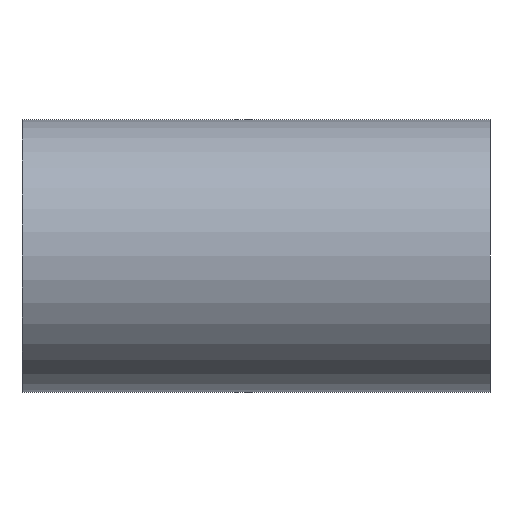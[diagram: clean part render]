
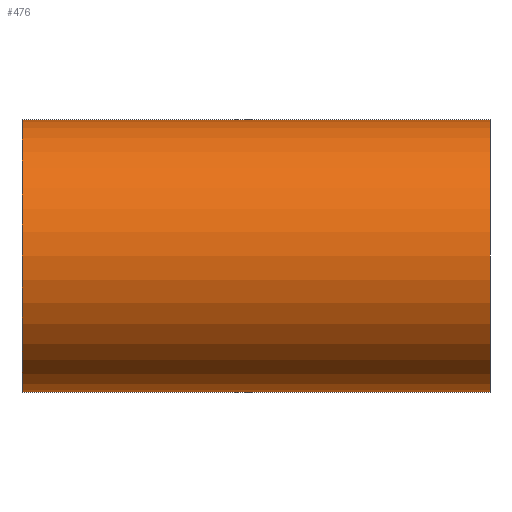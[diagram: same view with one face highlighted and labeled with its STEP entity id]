
A CAD part, left-side view. The second image highlights one B-rep face of the part: STEP entity #476.
In plain terms, the highlighted cylindrical face has radius 12.7 mm (diameter 25.4 mm), a partial arc.
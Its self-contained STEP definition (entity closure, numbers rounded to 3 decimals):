
#13 = DIRECTION ( 'NONE',  ( 0., 1., 0. ) ) ;
#38 = EDGE_CURVE ( 'NONE', #606, #343, #116, .T. ) ;
#75 = CIRCLE ( 'NONE', #270, 12.7 ) ;
#93 = FACE_OUTER_BOUND ( 'NONE', #207, .T. ) ;
#116 = LINE ( 'NONE', #348, #333 ) ;
#133 = ORIENTED_EDGE ( 'NONE', *, *, #418, .T. ) ;
#137 = AXIS2_PLACEMENT_3D ( 'NONE', #275, #383, #424 ) ;
#153 = ORIENTED_EDGE ( 'NONE', *, *, #164, .F. ) ;
#164 = EDGE_CURVE ( 'NONE', #343, #568, #75, .T. ) ;
#196 = CARTESIAN_POINT ( 'NONE',  ( 0., 0., 12.7 ) ) ;
#198 = CARTESIAN_POINT ( 'NONE',  ( 0., 43.6, 12.7 ) ) ;
#207 = EDGE_LOOP ( 'NONE', ( #576, #432, #133, #153 ) ) ;
#270 = AXIS2_PLACEMENT_3D ( 'NONE', #604, #367, #608 ) ;
#275 = CARTESIAN_POINT ( 'NONE',  ( 0., 161.376, 0. ) ) ;
#286 = DIRECTION ( 'NONE',  ( 0., 1., 0. ) ) ;
#315 = CYLINDRICAL_SURFACE ( 'NONE', #137, 12.7 ) ;
#321 = CIRCLE ( 'NONE', #329, 12.7 ) ;
#329 = AXIS2_PLACEMENT_3D ( 'NONE', #539, #13, #588 ) ;
#333 = VECTOR ( 'NONE', #286, 1000. ) ;
#335 = CARTESIAN_POINT ( 'NONE',  ( 0., 161.376, 12.7 ) ) ;
#343 = VERTEX_POINT ( 'NONE', #550 ) ;
#348 = CARTESIAN_POINT ( 'NONE',  ( 0., 161.376, -12.7 ) ) ;
#351 = VECTOR ( 'NONE', #531, 1000. ) ;
#357 = EDGE_CURVE ( 'NONE', #606, #574, #321, .T. ) ;
#367 = DIRECTION ( 'NONE',  ( 0., 1., 0. ) ) ;
#383 = DIRECTION ( 'NONE',  ( 0., 1., 0. ) ) ;
#418 = EDGE_CURVE ( 'NONE', #574, #568, #499, .T. ) ;
#424 = DIRECTION ( 'NONE',  ( 0., 0., 1. ) ) ;
#432 = ORIENTED_EDGE ( 'NONE', *, *, #357, .T. ) ;
#476 = ADVANCED_FACE ( 'NONE', ( #93 ), #315, .T. ) ;
#499 = LINE ( 'NONE', #335, #351 ) ;
#531 = DIRECTION ( 'NONE',  ( 0., 1., 0. ) ) ;
#535 = CARTESIAN_POINT ( 'NONE',  ( 0., 0., -12.7 ) ) ;
#539 = CARTESIAN_POINT ( 'NONE',  ( 0., 0., 0. ) ) ;
#550 = CARTESIAN_POINT ( 'NONE',  ( 0., 43.6, -12.7 ) ) ;
#568 = VERTEX_POINT ( 'NONE', #198 ) ;
#574 = VERTEX_POINT ( 'NONE', #196 ) ;
#576 = ORIENTED_EDGE ( 'NONE', *, *, #38, .F. ) ;
#588 = DIRECTION ( 'NONE',  ( 0., 0., 1. ) ) ;
#604 = CARTESIAN_POINT ( 'NONE',  ( 0., 43.6, 0. ) ) ;
#606 = VERTEX_POINT ( 'NONE', #535 ) ;
#608 = DIRECTION ( 'NONE',  ( 0., 0., 1. ) ) ;
